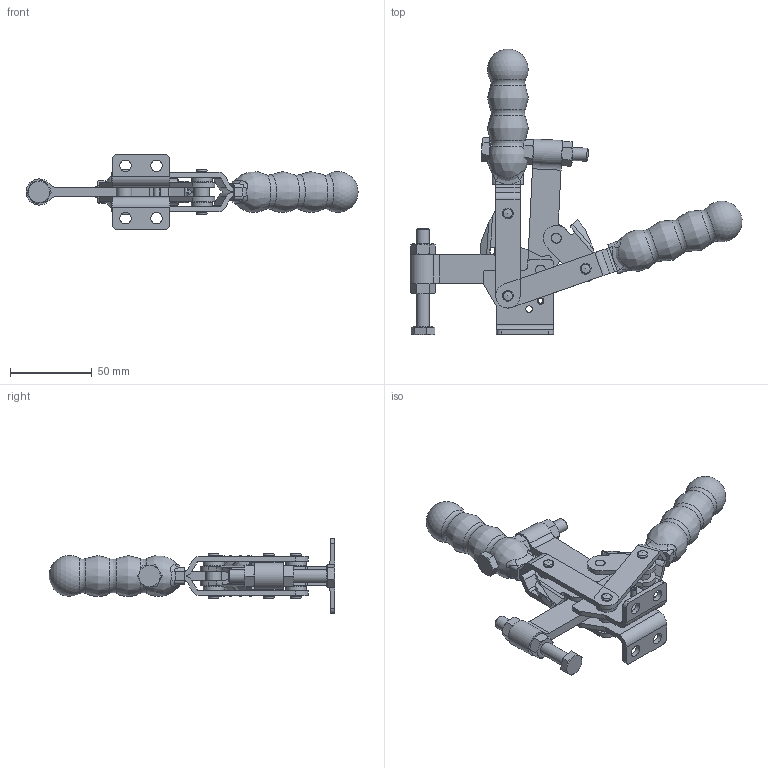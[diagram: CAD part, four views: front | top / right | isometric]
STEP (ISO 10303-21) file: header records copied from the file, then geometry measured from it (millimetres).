
FILE_DESCRIPTION(/* description */ (''),/* implementation_level */ '2;1');
FILE_NAME(/* name */ 'MG85SB.stp',/* time_stamp */ '2023-12-14T11:25:09Z',/* author */ ('Sandfield Engineering'),/* organization */ ('Sandfield Engineering'),/* preprocessor_version */ 'ST-DEVELOPER v20',/* originating_system */ 'Autodesk Inventor 2024',/* authorisation */ '');
FILE_SCHEMA (('AUTOMOTIVE_DESIGN { 1 0 10303 214 3 1 1 }'));
Length unit declared in the file: millimetre
Products named in the file (7): MG85SB; MG85 B SIDEPLATE ASSEMBLY; MG85 HANDLE ASSEMBLY; MG85 LINK ASSEMBLY; MG85 S-BAR FULL NUT; C; C_1
Assembly tree (10 placements, depth 2):
  MG85SB
    MG85 B SIDEPLATE ASSEMBLY
    MG85 HANDLE ASSEMBLY  x2
    MG85 LINK ASSEMBLY  x2
    C  x2
    MG85 S-BAR FULL NUT  x2
    C_1
Bounding box: 203.43 x 175.13 x 46 mm (x, y, z)
Volume: 137316.7 mm3; surface area: 65739.2 mm2
Topology: 10 solids, 10 shells, 595 faces, 1794 edges, 1257 vertices
Faces by surface type: plane 292, cylinder 141, cone 96, bspline 34, torus 22, sphere 10
Full cylindrical faces by diameter (mm): 4 x4, 6 x14, 6.2 x4, 6.647 x4, 7.1 x4, 8 x2, 8.5 x2, 9.525 x7, 11.63 x2, 12.7 x8
Entity records: 13440 total; most frequent: CARTESIAN_POINT 3364, ORIENTED_EDGE 2076, DIRECTION 2063, EDGE_CURVE 1038, AXIS2_PLACEMENT_3D 772, VERTEX_POINT 731, LINE 519, VECTOR 519
